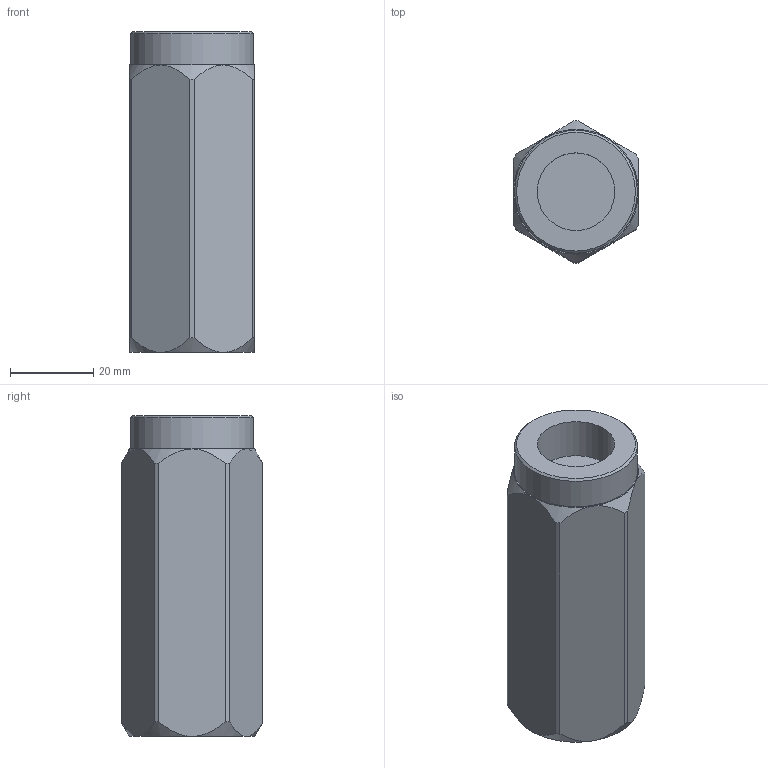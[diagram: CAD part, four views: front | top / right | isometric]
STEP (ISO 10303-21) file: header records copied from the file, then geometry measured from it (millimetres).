
FILE_DESCRIPTION(/* description */ ('Unknown'),/* implementation_level */ '2;1');
FILE_NAME(/* name */ 'V0610',/* time_stamp */ '2017-07-04T09:27:43+02:00',/* author */ ('Unknown'),/* organization */ ('Unknown'),/* preprocessor_version */ 'ST-DEVELOPER v16.7',/* originating_system */ 'DEX',/* authorisation */ $);
FILE_SCHEMA (('AUTOMOTIVE_DESIGN {1 0 10303 214 3 1 1}'));
Length unit declared in the file: millimetre
Products named in the file (1): V0610
Bounding box: 30 x 34 x 77 mm (x, y, z)
Volume: 53541.2 mm3; surface area: 10406.9 mm2
Topology: 1 solids, 1 shells, 33 faces, 71 edges, 43 vertices
Faces by surface type: cone 13, plane 11, cylinder 9
Full cylindrical faces by diameter (mm): 18.631 x2, 29.5 x1
Entity records: 1103 total; most frequent: CARTESIAN_POINT 192, DIRECTION 142, ORIENTED_EDGE 134, EDGE_CURVE 67, AXIS2_PLACEMENT_3D 65, VERTEX_POINT 43, EDGE_LOOP 40, FACE_BOUND 40
